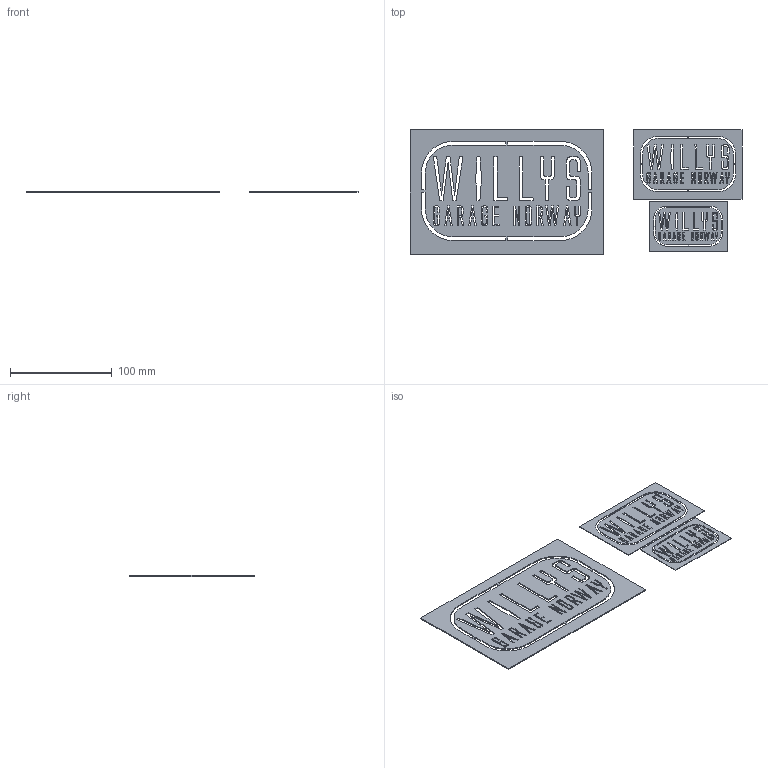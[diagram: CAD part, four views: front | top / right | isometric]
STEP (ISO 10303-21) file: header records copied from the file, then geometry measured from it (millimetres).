
FILE_DESCRIPTION(/* description */ (''),/* implementation_level */ '2;1');
FILE_NAME(/* name */ 'WillysGarageNorway - Stencil 3 sizes.step',/* time_stamp */ '2018-02-25T17:56:57+01:00',/* author */ ('perwilly'),/* organization */ (''),/* preprocessor_version */ 'ST-DEVELOPER v16.13',/* originating_system */ 'Autodesk Translation Framework v6.5.0.72',/* authorisation */ '');
FILE_SCHEMA (('AUTOMOTIVE_DESIGN { 1 0 10303 214 3 1 1 }'));
Length unit declared in the file: millimetre
Products named in the file (2): WGN1; Component3
Assembly tree (1 placements, depth 2):
  WGN1
    Component3
Bounding box: 326.16 x 122 x 1 mm (x, y, z)
Volume: 23878.6 mm3; surface area: 62110.4 mm2
Topology: 3 solids, 3 shells, 1170 faces, 3492 edges, 2328 vertices
Faces by surface type: plane 819, bspline 327, cylinder 24
Entity records: 42840 total; most frequent: CARTESIAN_POINT 13209, ORIENTED_EDGE 6984, DIRECTION 4578, EDGE_CURVE 3492, LINE 2790, VECTOR 2790, VERTEX_POINT 2328, EDGE_LOOP 1338
